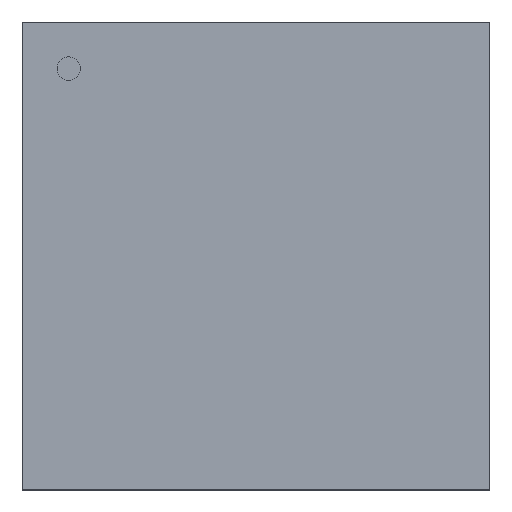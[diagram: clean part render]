
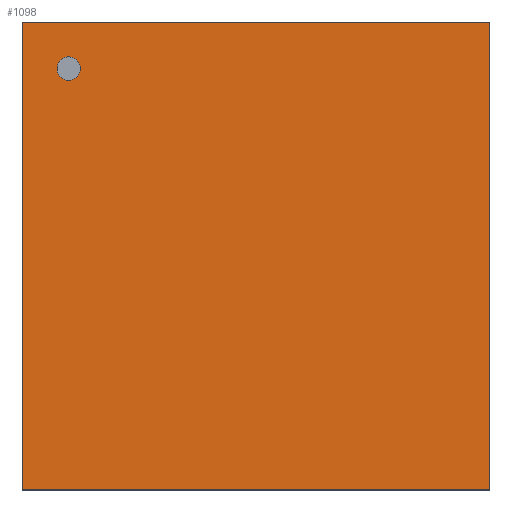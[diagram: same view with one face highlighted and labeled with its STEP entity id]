
A CAD part, top view. The second image highlights one B-rep face of the part: STEP entity #1098.
In plain terms, the highlighted planar face has unit normal (0, 0, 1).
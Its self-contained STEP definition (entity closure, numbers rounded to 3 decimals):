
#874=CARTESIAN_POINT('',(0.838,-0.838,0.61));
#873=VERTEX_POINT('',#874);
#884=CARTESIAN_POINT('',(-0.838,-0.838,0.61));
#883=VERTEX_POINT('',#884);
#882=EDGE_CURVE('',#883,#873,#887,.T.);
#887=LINE('',#884,#889);
#889=VECTOR('',#890,1.676);
#890=DIRECTION('',(1.0,0.0,0.0));
#923=CARTESIAN_POINT('',(0.838,0.838,0.61));
#922=VERTEX_POINT('',#923);
#931=EDGE_CURVE('',#873,#922,#936,.T.);
#936=LINE('',#874,#938);
#938=VECTOR('',#939,1.676);
#939=DIRECTION('',(0.0,1.0,0.0));
#972=CARTESIAN_POINT('',(-0.838,0.838,0.61));
#971=VERTEX_POINT('',#972);
#980=EDGE_CURVE('',#922,#971,#985,.T.);
#985=LINE('',#923,#987);
#987=VECTOR('',#988,1.676);
#988=DIRECTION('',(-1.0,0.0,0.0));
#1029=EDGE_CURVE('',#971,#883,#1034,.T.);
#1034=LINE('',#972,#1036);
#1036=VECTOR('',#1037,1.676);
#1037=DIRECTION('',(0.0,-1.0,0.0));
#1098=ADVANCED_FACE('',(#1104),#1099,.T.);
#1099=PLANE('',#1100);
#1100=AXIS2_PLACEMENT_3D('',#1101,#1102,#1103);
#1101=CARTESIAN_POINT('',(-0.838,-0.838,0.61));
#1102=DIRECTION('',(0.0,0.0,1.0));
#1103=DIRECTION('',(0.,1.,0.));
#1104=FACE_OUTER_BOUND('',#1105,.T.);
#1105=EDGE_LOOP('',(#1106,#1116,#1126,#1136));
#1106=ORIENTED_EDGE('',*,*,#882,.T.);
#1116=ORIENTED_EDGE('',*,*,#931,.T.);
#1126=ORIENTED_EDGE('',*,*,#980,.T.);
#1136=ORIENTED_EDGE('',*,*,#1029,.T.);
